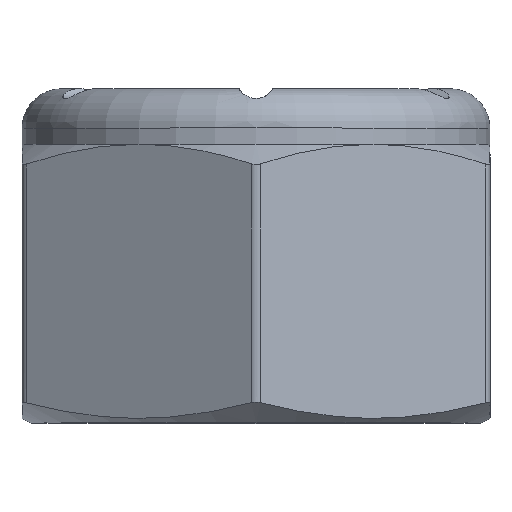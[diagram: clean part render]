
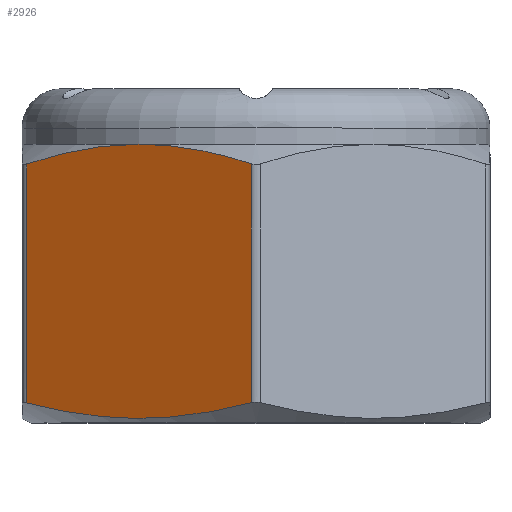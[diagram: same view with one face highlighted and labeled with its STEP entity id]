
A CAD part, top view. The second image highlights one B-rep face of the part: STEP entity #2926.
In plain terms, the highlighted planar face has unit normal (-0.5, 0, 0.866).
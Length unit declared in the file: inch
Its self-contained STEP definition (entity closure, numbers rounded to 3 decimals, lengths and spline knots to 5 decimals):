
#53 = CARTESIAN_POINT ( 'NONE',  ( -0.07463, -0.15088, 0.2095 ) ) ;
#79 = CARTESIAN_POINT ( 'NONE',  ( -0.00437, -0.13755, 0.25006 ) ) ;
#112 = CARTESIAN_POINT ( 'NONE',  ( -0.14491, -0.15213, 0.16893 ) ) ;
#135 = ORIENTED_EDGE ( 'NONE', *, *, #1394, .T. ) ;
#144 = CARTESIAN_POINT ( 'NONE',  ( -0.21875, 0.15625, 0.1263 ) ) ;
#167 = CARTESIAN_POINT ( 'NONE',  ( -0.21437, 0.08577, 0.12882 ) ) ;
#183 = VECTOR ( 'NONE', #433, 39.37008 ) ;
#253 = DIRECTION ( 'NONE',  ( 0., -1., 0. ) ) ;
#306 = CARTESIAN_POINT ( 'NONE',  ( -0.11826, 0.10417, 0.18431 ) ) ;
#346 = FACE_OUTER_BOUND ( 'NONE', #2480, .T. ) ;
#396 = DIRECTION ( 'NONE',  ( -0.866, 0., -0.5 ) ) ;
#433 = DIRECTION ( 'NONE',  ( 0., 1., 0. ) ) ;
#480 = CARTESIAN_POINT ( 'NONE',  ( -0.21437, -0.13755, 0.12882 ) ) ;
#533 = CARTESIAN_POINT ( 'NONE',  ( -0.21437, -0.13755, 0.12882 ) ) ;
#567 = CARTESIAN_POINT ( 'NONE',  ( -0.00437, 0.08577, 0.25006 ) ) ;
#589 = PLANE ( 'NONE',  #1896 ) ;
#611 = CARTESIAN_POINT ( 'NONE',  ( -0.17995, 0.09602, 0.14869 ) ) ;
#618 = ORIENTED_EDGE ( 'NONE', *, *, #1461, .T. ) ;
#622 = EDGE_CURVE ( 'NONE', #1882, #1140, #737, .T. ) ;
#737 = B_SPLINE_CURVE_WITH_KNOTS ( 'NONE', 3,
 ( #533, #2169, #112, #2875, #53, #2625, #2656, #79 ),
 .UNSPECIFIED., .F., .F.,
 ( 4, 2, 2, 4 ),
 ( 0., 0.00308, 0.00463, 0.00617 ),
 .UNSPECIFIED. ) ;
#757 = CARTESIAN_POINT ( 'NONE',  ( -0.07366, 0.10417, 0.21006 ) ) ;
#889 = CARTESIAN_POINT ( 'NONE',  ( -0.15372, 0.10082, 0.16384 ) ) ;
#904 = CARTESIAN_POINT ( 'NONE',  ( -0.00437, 0.15625, 0.25006 ) ) ;
#1004 = CARTESIAN_POINT ( 'NONE',  ( -0.21437, 0.08577, 0.12882 ) ) ;
#1085 = ORIENTED_EDGE ( 'NONE', *, *, #1888, .T. ) ;
#1140 = VERTEX_POINT ( 'NONE', #3026 ) ;
#1192 = ORIENTED_EDGE ( 'NONE', *, *, #622, .T. ) ;
#1212 = LINE ( 'NONE', #2630, #1439 ) ;
#1351 = CARTESIAN_POINT ( 'NONE',  ( -0.00437, 0.08577, 0.25006 ) ) ;
#1394 = EDGE_CURVE ( 'NONE', #1604, #1948, #1844, .T. ) ;
#1439 = VECTOR ( 'NONE', #253, 39.37008 ) ;
#1461 = EDGE_CURVE ( 'NONE', #1140, #2165, #2274, .T. ) ;
#1472 = ORIENTED_EDGE ( 'NONE', *, *, #2747, .T. ) ;
#1502 = CARTESIAN_POINT ( 'NONE',  ( -0.10937, 0.10417, 0.18944 ) ) ;
#1532 = CARTESIAN_POINT ( 'NONE',  ( -0.19724, 0.0914, 0.13872 ) ) ;
#1604 = VERTEX_POINT ( 'NONE', #1993 ) ;
#1844 = B_SPLINE_CURVE_WITH_KNOTS ( 'NONE', 3,
 ( #1502, #306, #2223, #2084, #889, #611, #1532, #167 ),
 .UNSPECIFIED., .F., .F.,
 ( 4, 2, 2, 4 ),
 ( 0.00311, 0.00389, 0.00466, 0.00621 ),
 .UNSPECIFIED. ) ;
#1882 = VERTEX_POINT ( 'NONE', #480 ) ;
#1888 = EDGE_CURVE ( 'NONE', #1948, #1882, #1212, .T. ) ;
#1896 = AXIS2_PLACEMENT_3D ( 'NONE', #144, #2944, #396 ) ;
#1936 = CARTESIAN_POINT ( 'NONE',  ( -0.03877, 0.09707, 0.23021 ) ) ;
#1948 = VERTEX_POINT ( 'NONE', #1004 ) ;
#1993 = CARTESIAN_POINT ( 'NONE',  ( -0.10937, 0.10417, 0.18944 ) ) ;
#2084 = CARTESIAN_POINT ( 'NONE',  ( -0.14492, 0.10206, 0.16892 ) ) ;
#2165 = VERTEX_POINT ( 'NONE', #1351 ) ;
#2169 = CARTESIAN_POINT ( 'NONE',  ( -0.17973, -0.14659, 0.14882 ) ) ;
#2223 = CARTESIAN_POINT ( 'NONE',  ( -0.12721, 0.10374, 0.17915 ) ) ;
#2274 = LINE ( 'NONE', #904, #183 ) ;
#2291 = B_SPLINE_CURVE_WITH_KNOTS ( 'NONE', 3,
 ( #567, #1936, #757, #2849 ),
 .UNSPECIFIED., .F., .F.,
 ( 4, 4 ),
 ( 0., 0.00311 ),
 .UNSPECIFIED. ) ;
#2480 = EDGE_LOOP ( 'NONE', ( #618, #1472, #135, #1085, #1192 ) ) ;
#2625 = CARTESIAN_POINT ( 'NONE',  ( -0.03926, -0.1458, 0.22992 ) ) ;
#2630 = CARTESIAN_POINT ( 'NONE',  ( -0.21437, 0.15625, 0.12882 ) ) ;
#2656 = CARTESIAN_POINT ( 'NONE',  ( -0.02175, -0.14209, 0.24003 ) ) ;
#2747 = EDGE_CURVE ( 'NONE', #2165, #1604, #2291, .T. ) ;
#2849 = CARTESIAN_POINT ( 'NONE',  ( -0.10937, 0.10417, 0.18944 ) ) ;
#2875 = CARTESIAN_POINT ( 'NONE',  ( -0.09225, -0.15219, 0.19933 ) ) ;
#2926 = ADVANCED_FACE ( 'NONE', ( #346 ), #589, .F. ) ;
#2944 = DIRECTION ( 'NONE',  ( 0.5, 0., -0.866 ) ) ;
#3026 = CARTESIAN_POINT ( 'NONE',  ( -0.00437, -0.13755, 0.25006 ) ) ;
